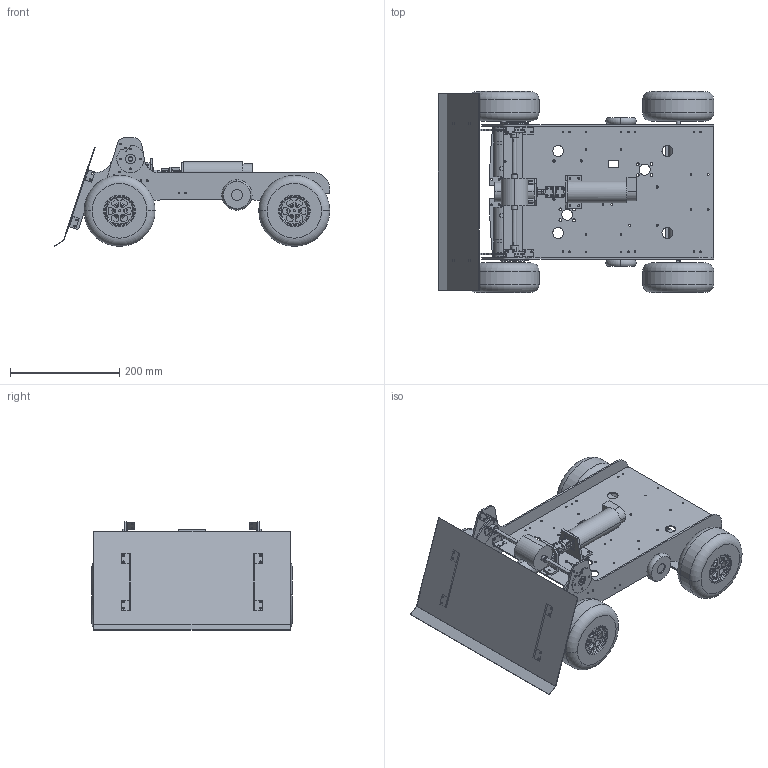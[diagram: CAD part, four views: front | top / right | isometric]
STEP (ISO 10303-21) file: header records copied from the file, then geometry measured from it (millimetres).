
FILE_DESCRIPTION (( 'STEP AP214' ), '1' );
FILE_NAME ('萇莓謫宒蚾饜极1.STEP', '2020-05-24T04:23:22', ( '' ), ( '' ), 'SwSTEP 2.0', 'SolidWorks 2016', '' );
FILE_SCHEMA (( 'AUTOMOTIVE_DESIGN' ));
Length unit declared in the file: millimetre
Products named in the file (28): 耜啣; 盓傅啣珨; DC-遙砃ん釱; 謫炵; 眻褒蟀諉璃; 菁啣; TY-眻褒蟀諉璃; 粣創結え; 揤え薊粣ん; 萇莓謫宒蚾饜极1; 莓赽; ѹƬ; DC-萇儂釱; 鞠褒薊粣ん; 落翑謫; 萇儂YG36-555; DC-儂凳; DC-筵粣x2; DC-遙砃ん; DC-楊擘攫x2; ̥Ƥ; 謫麇; 盓傅啣媼; DC-軝粣; DC-RE40; DC-粣創; 謫麇え; 湮旋
Assembly tree (59 placements, depth 3):
  萇莓謫宒蚾饜极1
    菁啣
    耜啣  x2
    眻褒蟀諉璃  x18
    謫炵  x4
      萇儂YG36-555
      鞠褒薊粣ん
      謫麇
      ̥Ƥ
      謫麇え
    DC-儂凳
      DC-遙砃ん
      DC-RE40
      DC-楊擘攫x2  x2
      DC-筵粣x2  x2
      DC-遙砃ん釱
      DC-軝粣
      DC-萇儂釱
      DC-粣創  x2
      TY-眻褒蟀諉璃  x4
      粣創結え  x2
      湮旋  x2
      莓赽
      ѹƬ  x2
      揤え薊粣ん
    盓傅啣珨
    盓傅啣媼  x2
    落翑謫  x2
Bounding box: 504.7 x 368 x 199 mm (x, y, z)
Volume: 3472394.3 mm3; surface area: 1074172 mm2
Topology: 69 solids, 69 shells, 2146 faces, 5515 edges, 3628 vertices
Faces by surface type: cylinder 1325, plane 642, cone 137, torus 42
Entity records: 32445 total; most frequent: CARTESIAN_POINT 6463, DIRECTION 5430, ORIENTED_EDGE 4718, EDGE_CURVE 2359, AXIS2_PLACEMENT_3D 2207, VERTEX_POINT 1556, EDGE_LOOP 1337, CIRCLE 1253
